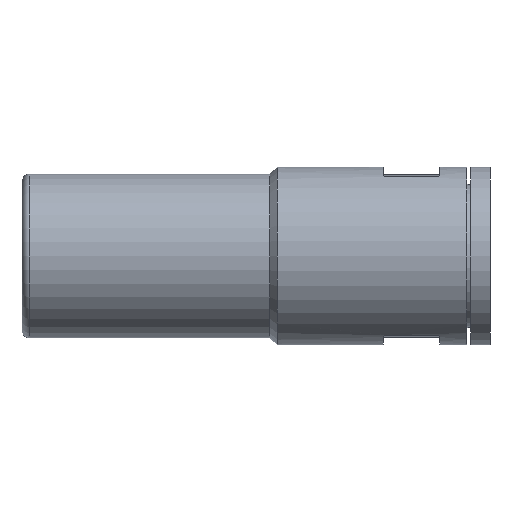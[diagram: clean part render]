
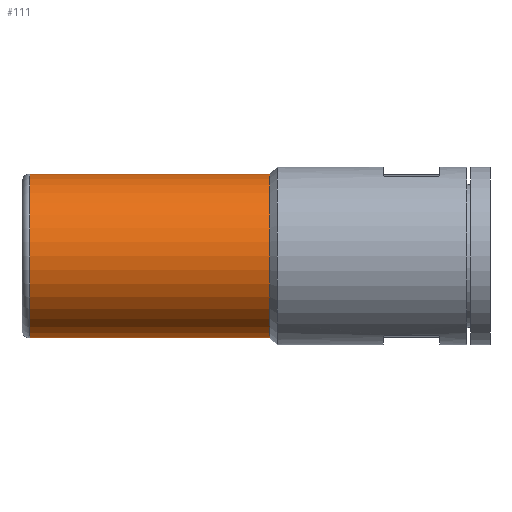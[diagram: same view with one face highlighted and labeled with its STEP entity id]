
A CAD part, front view. The second image highlights one B-rep face of the part: STEP entity #111.
In plain terms, the highlighted cylindrical face has radius 10.6 mm (diameter 21.2 mm), a full revolution.
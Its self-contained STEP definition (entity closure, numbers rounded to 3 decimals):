
#111 = ADVANCED_FACE( '', ( #206, #207 ), #208, .T. );
#206 = FACE_OUTER_BOUND( '', #304, .T. );
#207 = FACE_OUTER_BOUND( '', #305, .T. );
#208 = CYLINDRICAL_SURFACE( '', #306, 10.6 );
#304 = EDGE_LOOP( '', ( #550 ) );
#305 = EDGE_LOOP( '', ( #551 ) );
#306 = AXIS2_PLACEMENT_3D( '', #552, #553, #554 );
#550 = ORIENTED_EDGE( '', *, *, #626, .F. );
#551 = ORIENTED_EDGE( '', *, *, #627, .T. );
#552 = CARTESIAN_POINT( '', ( 30.25, 0., 0. ) );
#553 = DIRECTION( '', ( -1., 0., 0. ) );
#554 = DIRECTION( '', ( 0., 0., -1. ) );
#626 = EDGE_CURVE( '', #744, #744, #745, .T. );
#627 = EDGE_CURVE( '', #746, #746, #747, .T. );
#744 = VERTEX_POINT( '', #992 );
#745 = CIRCLE( '', #993, 10.6 );
#746 = VERTEX_POINT( '', #994 );
#747 = CIRCLE( '', #995, 10.6 );
#992 = CARTESIAN_POINT( '', ( 1.75, 0., -10.6 ) );
#993 = AXIS2_PLACEMENT_3D( '', #1098, #1099, #1100 );
#994 = CARTESIAN_POINT( '', ( -29.25, 0., -10.6 ) );
#995 = AXIS2_PLACEMENT_3D( '', #1101, #1102, #1103 );
#1098 = CARTESIAN_POINT( '', ( 1.75, 0., 0. ) );
#1099 = DIRECTION( '', ( 1., 0., 0. ) );
#1100 = DIRECTION( '', ( 0., 0., -1. ) );
#1101 = CARTESIAN_POINT( '', ( -29.25, 0., 0. ) );
#1102 = DIRECTION( '', ( 1., 0., 0. ) );
#1103 = DIRECTION( '', ( 0., 0., -1. ) );
